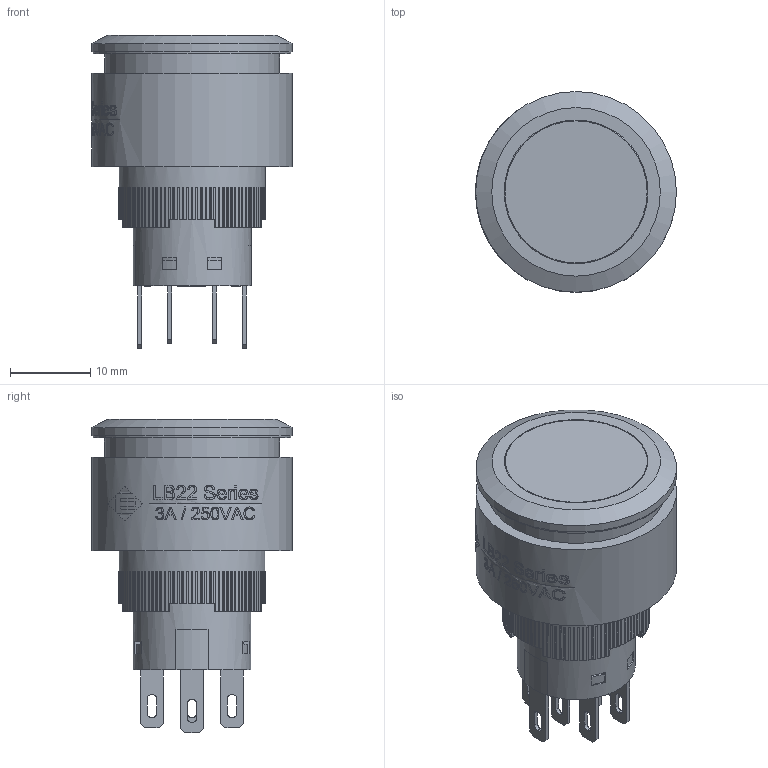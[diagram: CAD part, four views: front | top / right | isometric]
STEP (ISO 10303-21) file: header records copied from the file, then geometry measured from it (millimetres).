
FILE_DESCRIPTION(/* description */ (''),/* implementation_level */ '2;1');
FILE_NAME(/* name */ 'LB22F2Hxx1xx.stp',/* time_stamp */ '2024-02-08T13:42:04-06:00',/* author */ ('mroman'),/* organization */ (''),/* preprocessor_version */ 'ST-DEVELOPER v18.1',/* originating_system */ 'Autodesk Inventor 2020',/* authorisation */ '');
FILE_SCHEMA (('AUTOMOTIVE_DESIGN { 1 0 10303 214 3 1 1 }'));
Length unit declared in the file: millimetre
Products named in the file (1): LB22F2Gxx1xx
Bounding box: 25.01 x 25 x 38.99 mm (x, y, z)
Volume: 6776.8 mm3; surface area: 8662.6 mm2
Topology: 2 solids, 2 shells, 1044 faces, 2982 edges, 1985 vertices
Faces by surface type: plane 749, bspline 185, cylinder 101, torus 6, cone 3
Full cylindrical faces by diameter (mm): 13.3 x1, 13.394 x1, 14.7 x1, 15.3 x1, 16 x1, 16.1 x1, 16.12 x2, 16.2 x2, 16.4 x1, 17.9 x1, 17.904 x1, 18.3 x1, 21.8 x1, 22.1 x1, 24.6 x1, 25 x2
Entity records: 38974 total; most frequent: CARTESIAN_POINT 12294, ORIENTED_EDGE 5964, DIRECTION 4929, EDGE_CURVE 2982, VERTEX_POINT 1985, LINE 1971, VECTOR 1971, AXIS2_PLACEMENT_3D 1479
